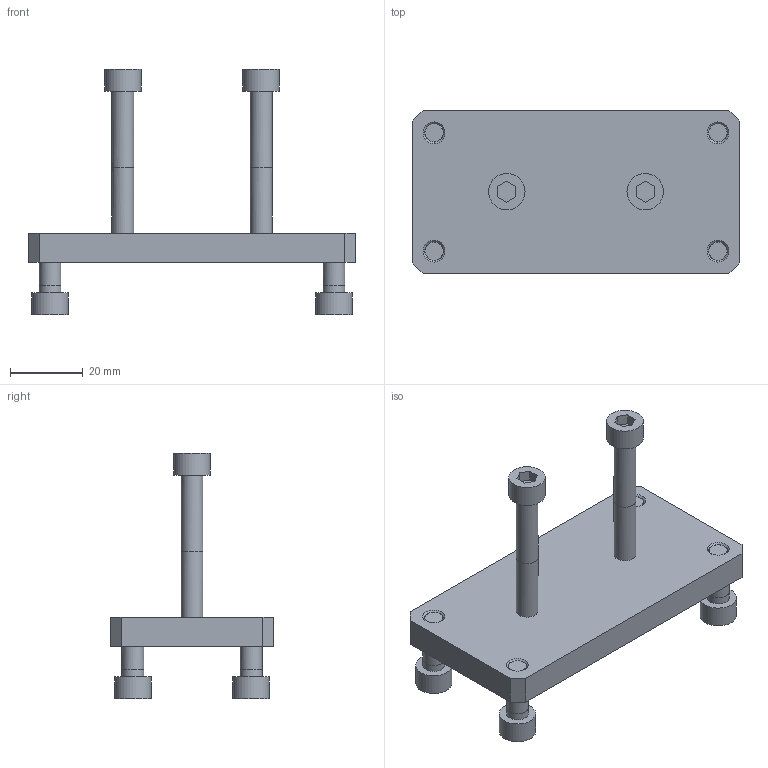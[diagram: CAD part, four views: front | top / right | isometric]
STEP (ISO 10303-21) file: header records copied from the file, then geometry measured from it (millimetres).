
FILE_DESCRIPTION( ( 'STEP AP214' ), '1' );
FILE_NAME( '5130212.step', '2006-07-11T14:38:37', ( ' ' ), ( ' ' ), 'XStep 1.0', ' ', ' ' );
FILE_SCHEMA( ( 'automotive_design' ) );
Length unit declared in the file: metre
Products named in the file (1): 1
Bounding box: 90 x 45 x 67.4 mm (x, y, z)
Volume: 37728.7 mm3; surface area: 14384.4 mm2
Topology: 1 solids, 1 shells, 100 faces, 225 edges, 151 vertices
Faces by surface type: plane 70, cylinder 20, cone 10
Full cylindrical faces by diameter (mm): 4.918 x2, 6 x12, 10 x6
Entity records: 3492 total; most frequent: CARTESIAN_POINT 615, DIRECTION 418, ORIENTED_EDGE 360, EDGE_CURVE 180, EDGE_LOOP 154, AXIS2_PLACEMENT_3D 143, VERTEX_POINT 136, LINE 132
